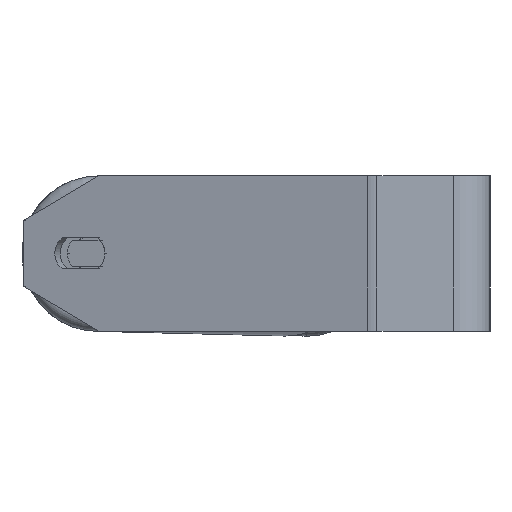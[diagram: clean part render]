
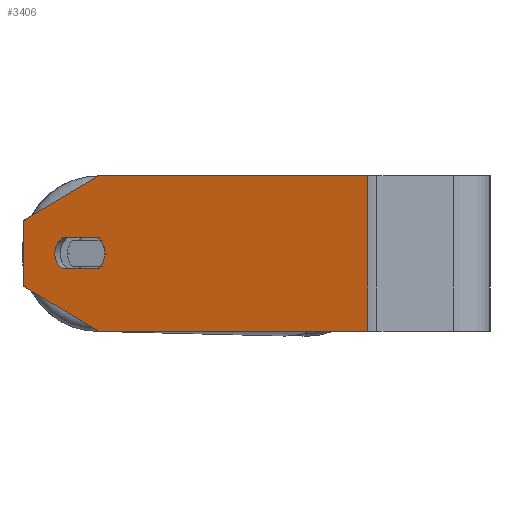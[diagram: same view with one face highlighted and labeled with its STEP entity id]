
A CAD part, left-side view. The second image highlights one B-rep face of the part: STEP entity #3406.
In plain terms, the highlighted planar face has unit normal (-0.966, 0.259, 0).
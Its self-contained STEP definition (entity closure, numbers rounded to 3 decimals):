
#9 = EDGE_CURVE ( 'NONE', #8309, #4596, #272, .T. ) ;
#48 = CARTESIAN_POINT ( 'NONE',  ( -471.566, 151.61, -6. ) ) ;
#168 = LINE ( 'NONE', #275, #3257 ) ;
#188 = VERTEX_POINT ( 'NONE', #3320 ) ;
#201 = VERTEX_POINT ( 'NONE', #1986 ) ;
#272 = LINE ( 'NONE', #7035, #2770 ) ;
#275 = CARTESIAN_POINT ( 'NONE',  ( -471.566, 151.61, -6. ) ) ;
#1034 = DIRECTION ( 'NONE',  ( -0.259, -0.966, 0. ) ) ;
#1282 = VERTEX_POINT ( 'NONE', #8768 ) ;
#1290 = DIRECTION ( 'NONE',  ( -0.966, 0.259, 0. ) ) ;
#1328 = EDGE_CURVE ( 'NONE', #8780, #8383, #1467, .T. ) ;
#1467 = LINE ( 'NONE', #7432, #4486 ) ;
#1504 = CIRCLE ( 'NONE', #2675, 7.5 ) ;
#1505 = CARTESIAN_POINT ( 'NONE',  ( -471.695, 151.127, 30. ) ) ;
#1529 = DIRECTION ( 'NONE',  ( -0.966, 0.259, 0. ) ) ;
#1569 = LINE ( 'NONE', #2930, #4376 ) ;
#1830 = DIRECTION ( 'NONE',  ( -0.259, -0.966, 0. ) ) ;
#1914 = EDGE_CURVE ( 'NONE', #201, #188, #8264, .T. ) ;
#1973 = ORIENTED_EDGE ( 'NONE', *, *, #8678, .F. ) ;
#1986 = CARTESIAN_POINT ( 'NONE',  ( -471.566, 151.61, 6. ) ) ;
#2541 = AXIS2_PLACEMENT_3D ( 'NONE', #5951, #8654, #2593 ) ;
#2573 = CARTESIAN_POINT ( 'NONE',  ( -463.931, 180.105, 12.679 ) ) ;
#2593 = DIRECTION ( 'NONE',  ( 0.259, 0.966, 0. ) ) ;
#2651 = VECTOR ( 'NONE', #8363, 1000. ) ;
#2675 = AXIS2_PLACEMENT_3D ( 'NONE', #8602, #1290, #7464 ) ;
#2733 = DIRECTION ( 'NONE',  ( 0.224, 0.837, -0.5 ) ) ;
#2770 = VECTOR ( 'NONE', #1034, 1000. ) ;
#2898 = ORIENTED_EDGE ( 'NONE', *, *, #7889, .T. ) ;
#2916 = CARTESIAN_POINT ( 'NONE',  ( -463.931, 180.105, -12.679 ) ) ;
#2930 = CARTESIAN_POINT ( 'NONE',  ( -471.695, 151.127, -30. ) ) ;
#2996 = VERTEX_POINT ( 'NONE', #2916 ) ;
#3257 = VECTOR ( 'NONE', #4883, 1000. ) ;
#3320 = CARTESIAN_POINT ( 'NONE',  ( -467.942, 165.133, 6. ) ) ;
#3391 = CIRCLE ( 'NONE', #8749, 7.5 ) ;
#3406 = ADVANCED_FACE ( 'NONE', ( #7184, #3836 ), #6529, .F. ) ;
#3570 = ORIENTED_EDGE ( 'NONE', *, *, #6609, .T. ) ;
#3603 = CARTESIAN_POINT ( 'NONE',  ( -472.342, 148.713, 0. ) ) ;
#3605 = EDGE_CURVE ( 'NONE', #2996, #8309, #1569, .T. ) ;
#3615 = EDGE_CURVE ( 'NONE', #6917, #8534, #168, .T. ) ;
#3627 = DIRECTION ( 'NONE',  ( 0., 0., -1. ) ) ;
#3680 = EDGE_CURVE ( 'NONE', #8034, #201, #3391, .T. ) ;
#3713 = ORIENTED_EDGE ( 'NONE', *, *, #3680, .F. ) ;
#3796 = CARTESIAN_POINT ( 'NONE',  ( -499.523, 47.273, -30. ) ) ;
#3797 = EDGE_LOOP ( 'NONE', ( #4359, #1973, #7791, #3713, #4599 ) ) ;
#3806 = AXIS2_PLACEMENT_3D ( 'NONE', #3859, #5928, #1830 ) ;
#3836 = FACE_OUTER_BOUND ( 'NONE', #7269, .T. ) ;
#3858 = VECTOR ( 'NONE', #2733, 1000. ) ;
#3859 = CARTESIAN_POINT ( 'NONE',  ( -470.401, 155.957, 0. ) ) ;
#3992 = LINE ( 'NONE', #2573, #3858 ) ;
#4206 = DIRECTION ( 'NONE',  ( -0.259, -0.966, 0. ) ) ;
#4243 = DIRECTION ( 'NONE',  ( 0., 0., -1. ) ) ;
#4359 = ORIENTED_EDGE ( 'NONE', *, *, #3615, .F. ) ;
#4369 = VECTOR ( 'NONE', #3627, 1000. ) ;
#4376 = VECTOR ( 'NONE', #7599, 1000. ) ;
#4461 = CARTESIAN_POINT ( 'NONE',  ( -467.942, 165.133, -6. ) ) ;
#4486 = VECTOR ( 'NONE', #4206, 1000. ) ;
#4596 = VERTEX_POINT ( 'NONE', #3796 ) ;
#4599 = ORIENTED_EDGE ( 'NONE', *, *, #8017, .F. ) ;
#4883 = DIRECTION ( 'NONE',  ( -0.259, -0.966, 0. ) ) ;
#5403 = LINE ( 'NONE', #7501, #6636 ) ;
#5614 = CARTESIAN_POINT ( 'NONE',  ( -463.931, 180.105, 30. ) ) ;
#5696 = EDGE_CURVE ( 'NONE', #8383, #4596, #5403, .T. ) ;
#5726 = CARTESIAN_POINT ( 'NONE',  ( -471.695, 151.127, -30. ) ) ;
#5928 = DIRECTION ( 'NONE',  ( -0.966, 0.259, 0. ) ) ;
#5951 = CARTESIAN_POINT ( 'NONE',  ( -463.931, 180.105, 30. ) ) ;
#6035 = CARTESIAN_POINT ( 'NONE',  ( -499.523, 47.273, 30. ) ) ;
#6048 = ORIENTED_EDGE ( 'NONE', *, *, #3605, .T. ) ;
#6329 = CARTESIAN_POINT ( 'NONE',  ( -470.401, 155.957, 0. ) ) ;
#6497 = ORIENTED_EDGE ( 'NONE', *, *, #1328, .F. ) ;
#6529 = PLANE ( 'NONE',  #2541 ) ;
#6609 = EDGE_CURVE ( 'NONE', #8780, #1282, #3992, .T. ) ;
#6636 = VECTOR ( 'NONE', #4243, 1000. ) ;
#6715 = ORIENTED_EDGE ( 'NONE', *, *, #9, .T. ) ;
#6898 = DIRECTION ( 'NONE',  ( -0.259, -0.966, 0. ) ) ;
#6917 = VERTEX_POINT ( 'NONE', #4461 ) ;
#7035 = CARTESIAN_POINT ( 'NONE',  ( -463.931, 180.105, -30. ) ) ;
#7184 = FACE_BOUND ( 'NONE', #3797, .T. ) ;
#7269 = EDGE_LOOP ( 'NONE', ( #2898, #6048, #6715, #7838, #6497, #3570 ) ) ;
#7328 = CIRCLE ( 'NONE', #3806, 7.5 ) ;
#7432 = CARTESIAN_POINT ( 'NONE',  ( -463.931, 180.105, 30. ) ) ;
#7464 = DIRECTION ( 'NONE',  ( 0.259, 0.966, 0. ) ) ;
#7501 = CARTESIAN_POINT ( 'NONE',  ( -499.523, 47.273, 30. ) ) ;
#7599 = DIRECTION ( 'NONE',  ( -0.224, -0.837, -0.5 ) ) ;
#7791 = ORIENTED_EDGE ( 'NONE', *, *, #1914, .F. ) ;
#7838 = ORIENTED_EDGE ( 'NONE', *, *, #5696, .F. ) ;
#7889 = EDGE_CURVE ( 'NONE', #1282, #2996, #8402, .T. ) ;
#8017 = EDGE_CURVE ( 'NONE', #8534, #8034, #7328, .T. ) ;
#8034 = VERTEX_POINT ( 'NONE', #3603 ) ;
#8264 = LINE ( 'NONE', #8409, #2651 ) ;
#8309 = VERTEX_POINT ( 'NONE', #5726 ) ;
#8363 = DIRECTION ( 'NONE',  ( 0.259, 0.966, 0. ) ) ;
#8383 = VERTEX_POINT ( 'NONE', #6035 ) ;
#8402 = LINE ( 'NONE', #5614, #4369 ) ;
#8409 = CARTESIAN_POINT ( 'NONE',  ( -471.566, 151.61, 6. ) ) ;
#8534 = VERTEX_POINT ( 'NONE', #48 ) ;
#8602 = CARTESIAN_POINT ( 'NONE',  ( -469.107, 160.787, 0. ) ) ;
#8654 = DIRECTION ( 'NONE',  ( 0.966, -0.259, 0. ) ) ;
#8678 = EDGE_CURVE ( 'NONE', #188, #6917, #1504, .T. ) ;
#8749 = AXIS2_PLACEMENT_3D ( 'NONE', #6329, #1529, #6898 ) ;
#8768 = CARTESIAN_POINT ( 'NONE',  ( -463.931, 180.105, 12.679 ) ) ;
#8780 = VERTEX_POINT ( 'NONE', #1505 ) ;
